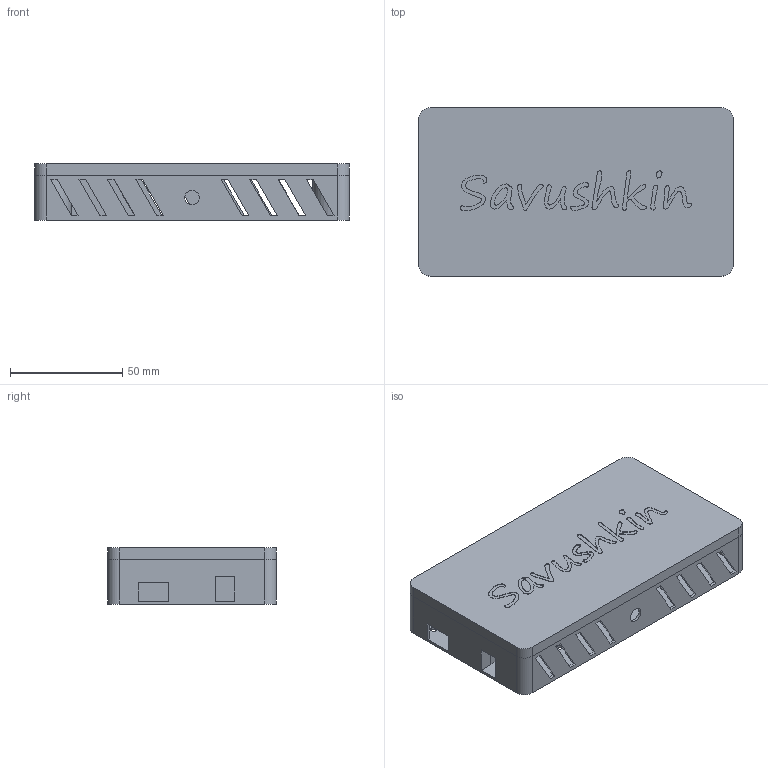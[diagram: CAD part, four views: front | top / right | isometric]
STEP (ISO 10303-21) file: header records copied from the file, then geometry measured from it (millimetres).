
FILE_DESCRIPTION(/* description */ (''),/* implementation_level */ '2;1');
FILE_NAME(/* name */ '5070PCB_box_for_clock v2.step',/* time_stamp */ '2022-03-23T18:38:28+05:00',/* author */ (''),/* organization */ (''),/* preprocessor_version */ 'ST-DEVELOPER v18.1',/* originating_system */ 'Autodesk Translation Framework v10.13.0.1454',/* authorisation */ '');
FILE_SCHEMA (('AUTOMOTIVE_DESIGN { 1 0 10303 214 3 1 1 }'));
Length unit declared in the file: millimetre
Products named in the file (1): 5070PCB_box_for_clock
Bounding box: 140 x 75 x 25 mm (x, y, z)
Volume: 53030.6 mm3; surface area: 59964.1 mm2
Topology: 2 solids, 2 shells, 413 faces, 1182 edges, 788 vertices
Faces by surface type: bspline 235, plane 137, cylinder 41
Full cylindrical faces by diameter (mm): 3 x8, 6.5 x1, 8.1 x4
Entity records: 15780 total; most frequent: CARTESIAN_POINT 6379, ORIENTED_EDGE 2364, EDGE_CURVE 1182, DIRECTION 1152, VERTEX_POINT 788, LINE 630, VECTOR 630, EDGE_LOOP 488
